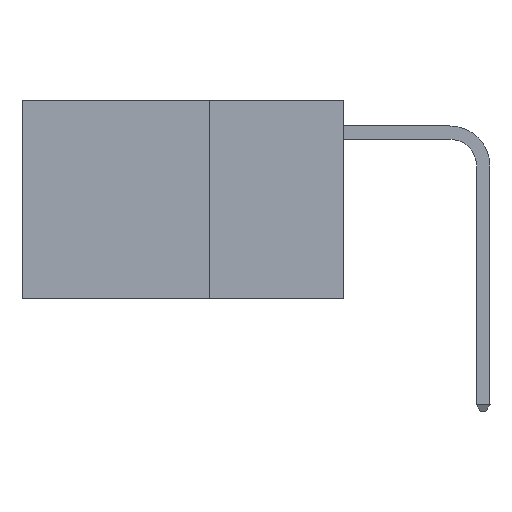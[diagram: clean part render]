
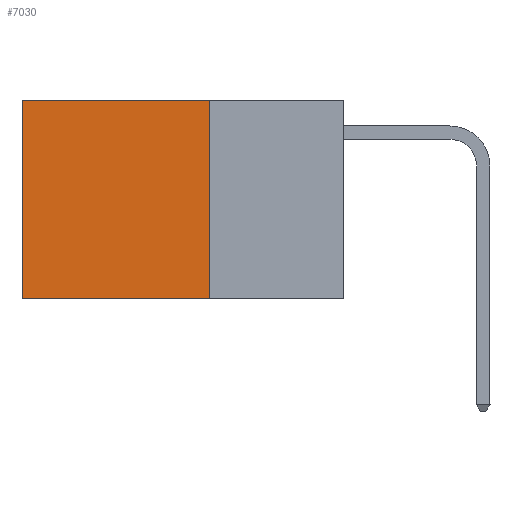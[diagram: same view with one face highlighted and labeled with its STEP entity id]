
A CAD part, left-side view. The second image highlights one B-rep face of the part: STEP entity #7030.
In plain terms, the highlighted planar face has unit normal (-1, 0, 0).
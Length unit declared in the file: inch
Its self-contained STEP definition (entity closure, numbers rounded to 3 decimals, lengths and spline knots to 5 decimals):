
#38 = CARTESIAN_POINT ( 'NONE',  ( 0.2625, 0.25, -0.37 ) ) ;
#387 = CARTESIAN_POINT ( 'NONE',  ( 0.2625, 0.25, -0.37 ) ) ;
#598 = CARTESIAN_POINT ( 'NONE',  ( 0.2625, 0.6, 0. ) ) ;
#696 = CARTESIAN_POINT ( 'NONE',  ( 0.2625, 0.25, 0. ) ) ;
#732 = DIRECTION ( 'NONE',  ( 0., 0., -1. ) ) ;
#1074 = DIRECTION ( 'NONE',  ( 0., 0., -1. ) ) ;
#1328 = EDGE_CURVE ( 'NONE', #5776, #5539, #3107, .T. ) ;
#1607 = CARTESIAN_POINT ( 'NONE',  ( 0.2625, 0.6, -0.37 ) ) ;
#1957 = LINE ( 'NONE', #5879, #5031 ) ;
#2387 = PLANE ( 'NONE',  #5841 ) ;
#3107 = LINE ( 'NONE', #387, #5386 ) ;
#3737 = EDGE_LOOP ( 'NONE', ( #7486, #7750, #8262, #6762 ) ) ;
#3894 = LINE ( 'NONE', #598, #8056 ) ;
#4358 = DIRECTION ( 'NONE',  ( 0., 1., 0. ) ) ;
#4458 = VERTEX_POINT ( 'NONE', #5564 ) ;
#4618 = DIRECTION ( 'NONE',  ( 0., 1., 0. ) ) ;
#5031 = VECTOR ( 'NONE', #4618, 39.37008 ) ;
#5386 = VECTOR ( 'NONE', #4358, 39.37008 ) ;
#5438 = VECTOR ( 'NONE', #1074, 39.37008 ) ;
#5539 = VERTEX_POINT ( 'NONE', #1607 ) ;
#5564 = CARTESIAN_POINT ( 'NONE',  ( 0.2625, 0.6, 0. ) ) ;
#5761 = VERTEX_POINT ( 'NONE', #696 ) ;
#5776 = VERTEX_POINT ( 'NONE', #38 ) ;
#5841 = AXIS2_PLACEMENT_3D ( 'NONE', #6472, #7794, #8277 ) ;
#5879 = CARTESIAN_POINT ( 'NONE',  ( 0.2625, 0.25, 0. ) ) ;
#5944 = EDGE_CURVE ( 'NONE', #5761, #5776, #8207, .T. ) ;
#6289 = CARTESIAN_POINT ( 'NONE',  ( 0.2625, 0.25, 0. ) ) ;
#6472 = CARTESIAN_POINT ( 'NONE',  ( 0.2625, 0.25, 0. ) ) ;
#6762 = ORIENTED_EDGE ( 'NONE', *, *, #7975, .T. ) ;
#7030 = ADVANCED_FACE ( 'NONE', ( #8318 ), #2387, .F. ) ;
#7111 = EDGE_CURVE ( 'NONE', #4458, #5539, #3894, .T. ) ;
#7486 = ORIENTED_EDGE ( 'NONE', *, *, #7111, .T. ) ;
#7750 = ORIENTED_EDGE ( 'NONE', *, *, #1328, .F. ) ;
#7794 = DIRECTION ( 'NONE',  ( 1., 0., 0. ) ) ;
#7975 = EDGE_CURVE ( 'NONE', #5761, #4458, #1957, .T. ) ;
#8056 = VECTOR ( 'NONE', #732, 39.37008 ) ;
#8207 = LINE ( 'NONE', #6289, #5438 ) ;
#8262 = ORIENTED_EDGE ( 'NONE', *, *, #5944, .F. ) ;
#8277 = DIRECTION ( 'NONE',  ( 0., 0., -1. ) ) ;
#8318 = FACE_OUTER_BOUND ( 'NONE', #3737, .T. ) ;
